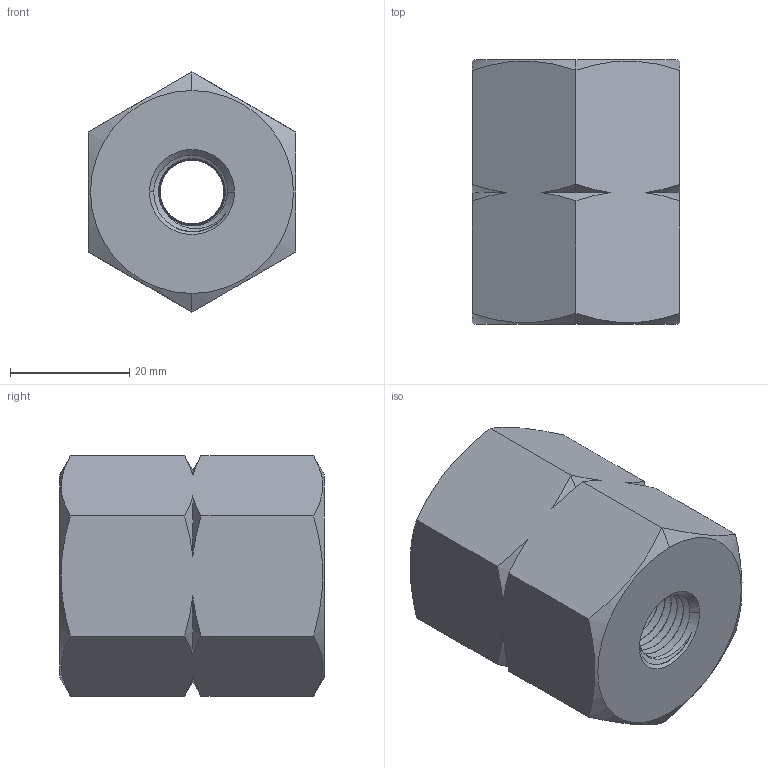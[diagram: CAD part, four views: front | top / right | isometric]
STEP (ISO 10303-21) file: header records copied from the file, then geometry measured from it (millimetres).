
FILE_DESCRIPTION (( 'STEP AP203' ), '1' );
FILE_NAME ('AD-BS4FCH-4FNPT.STEP', '2025-08-18T14:53:35', ( '' ), ( '' ), 'SwSTEP 2.0', 'SolidWorks 2018', '' );
FILE_SCHEMA (( 'CONFIG_CONTROL_DESIGN' ));
Length unit declared in the file: inch
Products named in the file (1): AD-BS4FCH-4FNPT
Bounding box: 34.92 x 44.45 x 40.33 mm (x, y, z)
Volume: 36486.2 mm3; surface area: 10514.5 mm2
Topology: 1 solids, 1 shells, 218 faces, 594 edges, 394 vertices
Faces by surface type: plane 83, bspline 74, cone 37, cylinder 24
Entity records: 18612 total; most frequent: CARTESIAN_POINT 13725, ORIENTED_EDGE 1188, DIRECTION 649, EDGE_CURVE 594, VERTEX_POINT 394, LINE 305, VECTOR 305, B_SPLINE_CURVE_WITH_KNOTS 262
